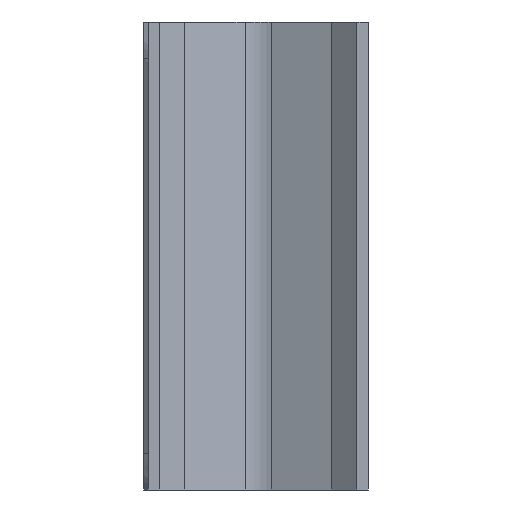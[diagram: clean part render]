
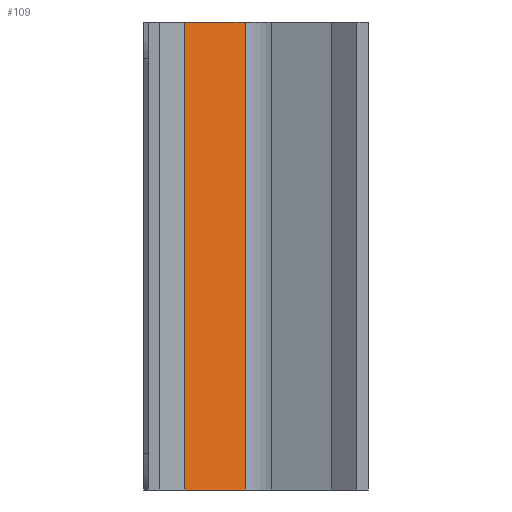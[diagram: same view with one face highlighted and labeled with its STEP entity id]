
A CAD part, left-side view. The second image highlights one B-rep face of the part: STEP entity #109.
In plain terms, the highlighted planar face has unit normal (-0.925, -0.381, 0).
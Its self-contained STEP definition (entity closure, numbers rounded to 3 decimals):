
#109=ADVANCED_FACE('',(#218),#1916,.T.);
#218=FACE_OUTER_BOUND('',#330,.T.);
#330=EDGE_LOOP('',(#796,#797,#798,#799));
#796=ORIENTED_EDGE('',*,*,#1214,.T.);
#797=ORIENTED_EDGE('',*,*,#1212,.F.);
#798=ORIENTED_EDGE('',*,*,#1215,.F.);
#799=ORIENTED_EDGE('',*,*,#1213,.F.);
#1212=EDGE_CURVE('',#1636,#1621,#1503,.T.);
#1213=EDGE_CURVE('',#1788,#1789,#1504,.T.);
#1214=EDGE_CURVE('',#1788,#1621,#1505,.T.);
#1215=EDGE_CURVE('',#1789,#1636,#1506,.T.);
#1503=B_SPLINE_CURVE_WITH_KNOTS('',1,(#6017,#6018,#6019,#6020,#6021,#6022,
#6023,#6024),.UNSPECIFIED.,.F.,.F.,(2,1,1,1,1,1,1,2),(-1.008,
0.,10.969,11.015,20.969,21.015,31.984,
32.992),.UNSPECIFIED.);
#1504=B_SPLINE_CURVE_WITH_KNOTS('',1,(#6025,#6026),.UNSPECIFIED.,.F.,.F.,
(2,2),(0.,34.),.UNSPECIFIED.);
#1505=B_SPLINE_CURVE_WITH_KNOTS('',1,(#6027,#6028),.UNSPECIFIED.,.F.,.F.,
(2,2),(-4.757,0.),.UNSPECIFIED.);
#1506=B_SPLINE_CURVE_WITH_KNOTS('',1,(#6029,#6030),.UNSPECIFIED.,.F.,.F.,
(2,2),(-4.757,0.),.UNSPECIFIED.);
#1621=VERTEX_POINT('',#3896);
#1636=VERTEX_POINT('',#3911);
#1788=VERTEX_POINT('',#4063);
#1789=VERTEX_POINT('',#4064);
#1916=PLANE('',#2048);
#2048=AXIS2_PLACEMENT_3D('',#3564,#2095,$);
#2095=DIRECTION('',(-0.925,-0.381,0.));
#3564=CARTESIAN_POINT('',(-11.688,0.952,17.));
#3896=CARTESIAN_POINT('',(-13.5,5.351,17.));
#3911=CARTESIAN_POINT('',(-13.5,5.351,-17.));
#4063=CARTESIAN_POINT('',(-11.688,0.952,17.));
#4064=CARTESIAN_POINT('',(-11.688,0.952,-17.));
#6017=CARTESIAN_POINT('',(-13.5,5.351,-17.));
#6018=CARTESIAN_POINT('',(-13.5,5.351,-15.992));
#6019=CARTESIAN_POINT('',(-13.5,5.351,-5.023));
#6020=CARTESIAN_POINT('',(-13.5,5.351,-4.977));
#6021=CARTESIAN_POINT('',(-13.5,5.351,4.977));
#6022=CARTESIAN_POINT('',(-13.5,5.351,5.023));
#6023=CARTESIAN_POINT('',(-13.5,5.351,15.992));
#6024=CARTESIAN_POINT('',(-13.5,5.351,17.));
#6025=CARTESIAN_POINT('',(-11.688,0.952,17.));
#6026=CARTESIAN_POINT('',(-11.688,0.952,-17.));
#6027=CARTESIAN_POINT('',(-11.688,0.952,17.));
#6028=CARTESIAN_POINT('',(-13.5,5.351,17.));
#6029=CARTESIAN_POINT('',(-11.688,0.952,-17.));
#6030=CARTESIAN_POINT('',(-13.5,5.351,-17.));
